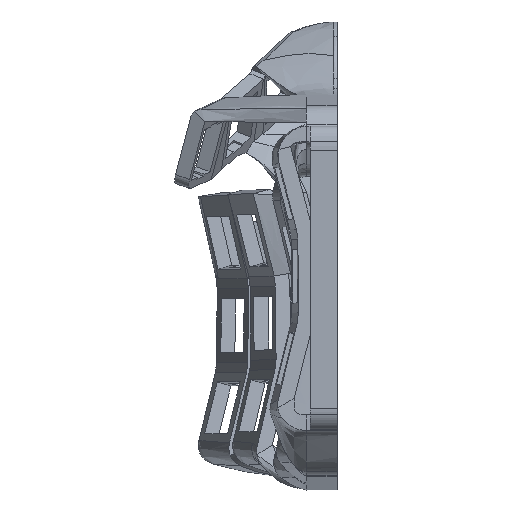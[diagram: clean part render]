
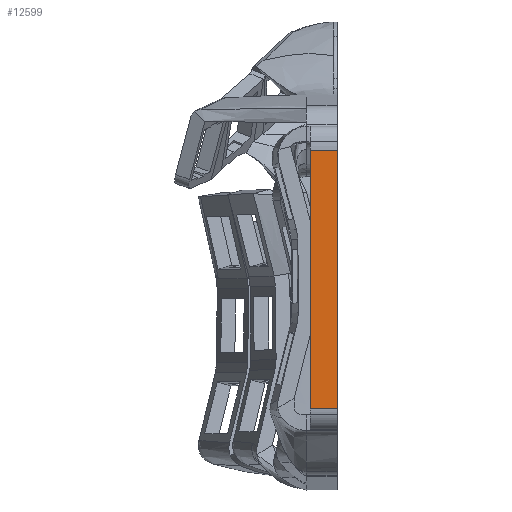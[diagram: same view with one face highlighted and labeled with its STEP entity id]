
A CAD part, left-side view. The second image highlights one B-rep face of the part: STEP entity #12599.
In plain terms, the highlighted face is planar.
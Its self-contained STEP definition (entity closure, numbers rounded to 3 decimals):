
#336=PLANE('',#13084);
#970=FACE_OUTER_BOUND('',#1656,.T.);
#1656=EDGE_LOOP('',(#10401,#10402,#10403,#10404));
#2250=LINE('',#20352,#3525);
#2507=LINE('',#28064,#3782);
#2546=LINE('',#28751,#3821);
#2547=LINE('',#28753,#3822);
#3525=VECTOR('',#13858,10.);
#3782=VECTOR('',#14235,10.);
#3821=VECTOR('',#14298,10.);
#3822=VECTOR('',#14301,10.);
#5498=VERTEX_POINT('',#20337);
#5499=VERTEX_POINT('',#20351);
#5875=VERTEX_POINT('',#28055);
#5876=VERTEX_POINT('',#28063);
#6892=EDGE_CURVE('',#5498,#5499,#2250,.T.);
#7452=EDGE_CURVE('',#5876,#5875,#2507,.T.);
#7521=EDGE_CURVE('',#5499,#5875,#2546,.T.);
#7522=EDGE_CURVE('',#5498,#5876,#2547,.T.);
#10401=ORIENTED_EDGE('',*,*,#6892,.F.);
#10402=ORIENTED_EDGE('',*,*,#7522,.T.);
#10403=ORIENTED_EDGE('',*,*,#7452,.T.);
#10404=ORIENTED_EDGE('',*,*,#7521,.F.);
#12599=ADVANCED_FACE('',(#970),#336,.F.);
#13084=AXIS2_PLACEMENT_3D('',#28752,#14299,#14300);
#13858=DIRECTION('',(0.,0.,-1.));
#14235=DIRECTION('',(0.,0.,-1.));
#14298=DIRECTION('',(0.,-1.,0.));
#14299=DIRECTION('center_axis',(-1.,0.,0.));
#14300=DIRECTION('ref_axis',(0.,0.,-1.));
#14301=DIRECTION('',(0.,-1.,0.));
#20337=CARTESIAN_POINT('',(12.939,-1.,49.));
#20351=CARTESIAN_POINT('',(12.939,-1.,-17.726));
#20352=CARTESIAN_POINT('',(12.939,-1.,35.925));
#28055=CARTESIAN_POINT('',(12.939,-8.,-17.726));
#28063=CARTESIAN_POINT('',(12.939,-8.,49.));
#28064=CARTESIAN_POINT('',(12.939,-8.,49.));
#28751=CARTESIAN_POINT('',(12.939,0.,-17.726));
#28752=CARTESIAN_POINT('Origin',(12.939,0.,49.));
#28753=CARTESIAN_POINT('',(12.939,0.,49.));
